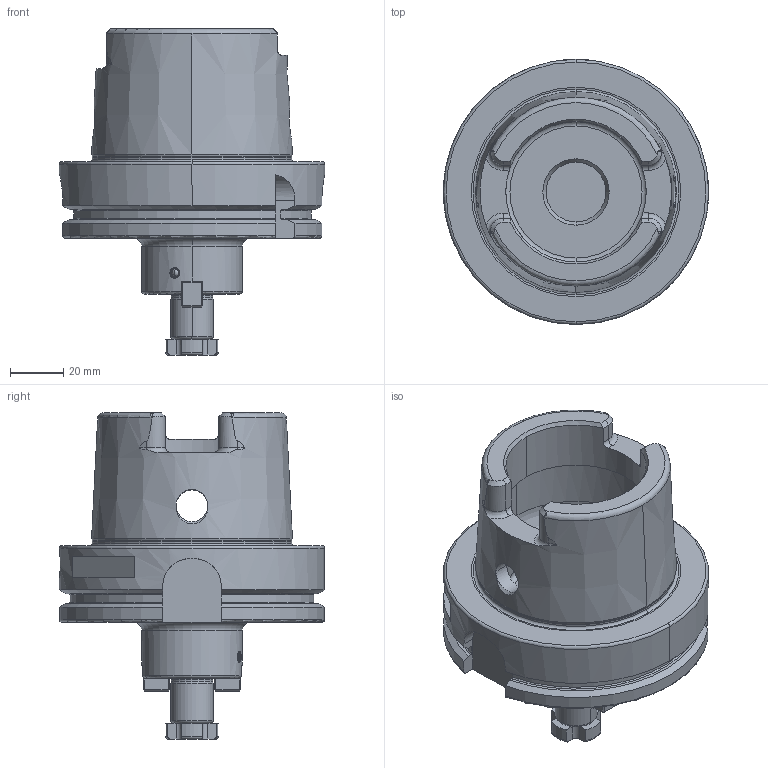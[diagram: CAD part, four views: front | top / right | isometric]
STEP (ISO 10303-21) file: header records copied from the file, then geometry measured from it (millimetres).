
FILE_DESCRIPTION((''),'2;1');
FILE_NAME('A100_11_16','2020-06-04T',('103090'),(''),'CREO PARAMETRIC BY PTC INC, 2015290','CREO PARAMETRIC BY PTC INC, 2015290','');
FILE_SCHEMA(('CONFIG_CONTROL_DESIGN'));
Length unit declared in the file: millimetre
Products named in the file (1): A100_11_16
Bounding box: 100 x 100 x 123 mm (x, y, z)
Volume: 280805.7 mm3; surface area: 56637 mm2
Topology: 3 solids, 11 shells, 456 faces, 1103 edges, 643 vertices
Faces by surface type: plane 151, cylinder 122, cone 122, torus 57, sphere 4
Entity records: 14204 total; most frequent: CARTESIAN_POINT 3617, DIRECTION 2290, ORIENTED_EDGE 2162, EDGE_CURVE 1081, AXIS2_PLACEMENT_3D 910, VERTEX_POINT 643, EDGE_LOOP 486, VECTOR 470
